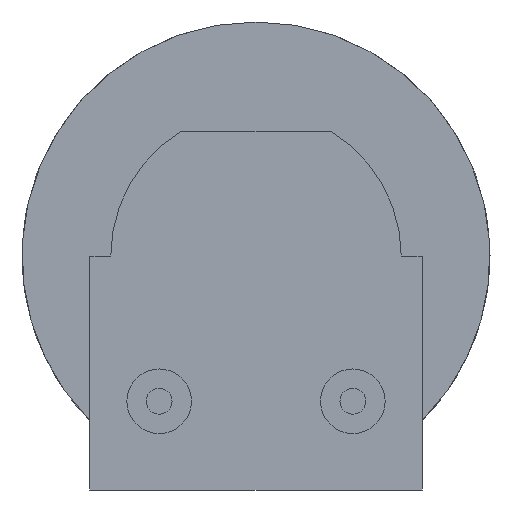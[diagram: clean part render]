
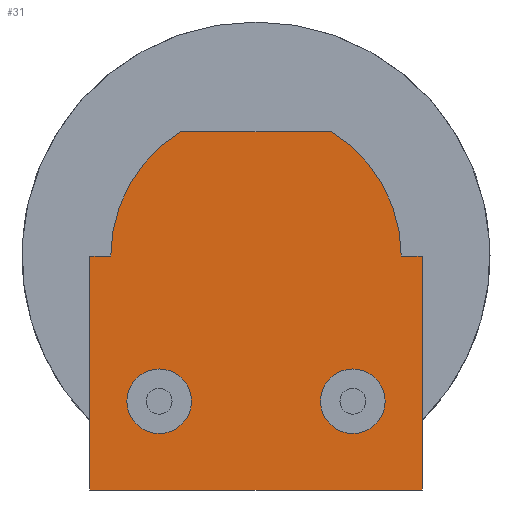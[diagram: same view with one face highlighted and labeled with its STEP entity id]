
A CAD part, front view. The second image highlights one B-rep face of the part: STEP entity #31.
In plain terms, the highlighted planar face has unit normal (0, -1, 0).
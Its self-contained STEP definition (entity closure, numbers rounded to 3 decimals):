
#21 = CARTESIAN_POINT ( 'NONE',  ( -3., -2., -4.5 ) ) ;
#26 = DIRECTION ( 'NONE',  ( 0., 0., -1. ) ) ;
#31 = ADVANCED_FACE ( 'NONE', ( #144, #376, #212 ), #986, .T. ) ;
#36 = VERTEX_POINT ( 'NONE', #302 ) ;
#86 = AXIS2_PLACEMENT_3D ( 'NONE', #902, #609, #143 ) ;
#97 = DIRECTION ( 'NONE',  ( 1., 0., 0. ) ) ;
#100 = DIRECTION ( 'NONE',  ( 0., 0., -1. ) ) ;
#106 = DIRECTION ( 'NONE',  ( 1., 0., 0. ) ) ;
#107 = DIRECTION ( 'NONE',  ( 0., 0., -1. ) ) ;
#108 = CARTESIAN_POINT ( 'NONE',  ( 0., -2., 0. ) ) ;
#111 = EDGE_CURVE ( 'NONE', #341, #750, #877, .T. ) ;
#112 = CARTESIAN_POINT ( 'NONE',  ( -5.15, -2., 0. ) ) ;
#120 = ORIENTED_EDGE ( 'NONE', *, *, #740, .F. ) ;
#139 = DIRECTION ( 'NONE',  ( 0., -1., 0. ) ) ;
#140 = CIRCLE ( 'NONE', #358, 4.5 ) ;
#143 = DIRECTION ( 'NONE',  ( 0., 0., -1. ) ) ;
#144 = FACE_OUTER_BOUND ( 'NONE', #427, .T. ) ;
#158 = CARTESIAN_POINT ( 'NONE',  ( 0., -2., 0. ) ) ;
#162 = VECTOR ( 'NONE', #817, 1000. ) ;
#169 = AXIS2_PLACEMENT_3D ( 'NONE', #878, #185, #100 ) ;
#185 = DIRECTION ( 'NONE',  ( 0., -1., 0. ) ) ;
#189 = EDGE_CURVE ( 'NONE', #36, #419, #966, .T. ) ;
#197 = CARTESIAN_POINT ( 'NONE',  ( 3., -2., -5.5 ) ) ;
#201 = VERTEX_POINT ( 'NONE', #197 ) ;
#212 = FACE_BOUND ( 'NONE', #644, .T. ) ;
#222 = ORIENTED_EDGE ( 'NONE', *, *, #424, .F. ) ;
#249 = CARTESIAN_POINT ( 'NONE',  ( 0., -2., 3.85 ) ) ;
#258 = EDGE_CURVE ( 'NONE', #201, #744, #607, .T. ) ;
#273 = ORIENTED_EDGE ( 'NONE', *, *, #928, .F. ) ;
#279 = VERTEX_POINT ( 'NONE', #112 ) ;
#286 = DIRECTION ( 'NONE',  ( 0., -1., 0. ) ) ;
#298 = DIRECTION ( 'NONE',  ( 0., 0., -1. ) ) ;
#302 = CARTESIAN_POINT ( 'NONE',  ( -5.15, -2., -7.25 ) ) ;
#309 = AXIS2_PLACEMENT_3D ( 'NONE', #519, #139, #604 ) ;
#332 = CARTESIAN_POINT ( 'NONE',  ( 3., -2., -3.5 ) ) ;
#334 = CARTESIAN_POINT ( 'NONE',  ( -5.15, -2., 0. ) ) ;
#336 = AXIS2_PLACEMENT_3D ( 'NONE', #382, #286, #298 ) ;
#338 = EDGE_CURVE ( 'NONE', #279, #36, #796, .T. ) ;
#341 = VERTEX_POINT ( 'NONE', #717 ) ;
#354 = DIRECTION ( 'NONE',  ( 1., 0., 0. ) ) ;
#358 = AXIS2_PLACEMENT_3D ( 'NONE', #721, #876, #26 ) ;
#363 = CARTESIAN_POINT ( 'NONE',  ( 0., -2., -7.25 ) ) ;
#374 = CIRCLE ( 'NONE', #86, 1. ) ;
#376 = FACE_BOUND ( 'NONE', #493, .T. ) ;
#377 = CARTESIAN_POINT ( 'NONE',  ( -2.33, -2., 3.85 ) ) ;
#382 = CARTESIAN_POINT ( 'NONE',  ( 3., -2., -4.5 ) ) ;
#406 = DIRECTION ( 'NONE',  ( 0., -1., 0. ) ) ;
#409 = ORIENTED_EDGE ( 'NONE', *, *, #189, .T. ) ;
#419 = VERTEX_POINT ( 'NONE', #747 ) ;
#424 = EDGE_CURVE ( 'NONE', #744, #201, #724, .T. ) ;
#427 = EDGE_LOOP ( 'NONE', ( #501, #504, #896, #409, #580, #897, #474, #273 ) ) ;
#474 = ORIENTED_EDGE ( 'NONE', *, *, #697, .T. ) ;
#481 = VERTEX_POINT ( 'NONE', #595 ) ;
#489 = CARTESIAN_POINT ( 'NONE',  ( 0., -2., 0. ) ) ;
#493 = EDGE_LOOP ( 'NONE', ( #222, #964 ) ) ;
#499 = LINE ( 'NONE', #249, #686 ) ;
#501 = ORIENTED_EDGE ( 'NONE', *, *, #967, .T. ) ;
#504 = ORIENTED_EDGE ( 'NONE', *, *, #531, .F. ) ;
#505 = VERTEX_POINT ( 'NONE', #377 ) ;
#519 = CARTESIAN_POINT ( 'NONE',  ( 0., -2., 0. ) ) ;
#526 = VECTOR ( 'NONE', #107, 1000. ) ;
#531 = EDGE_CURVE ( 'NONE', #279, #481, #690, .T. ) ;
#560 = DIRECTION ( 'NONE',  ( 0., 0., -1. ) ) ;
#569 = AXIS2_PLACEMENT_3D ( 'NONE', #21, #406, #715 ) ;
#578 = VECTOR ( 'NONE', #106, 1000. ) ;
#580 = ORIENTED_EDGE ( 'NONE', *, *, #954, .F. ) ;
#595 = CARTESIAN_POINT ( 'NONE',  ( -4.5, -2., 0. ) ) ;
#604 = DIRECTION ( 'NONE',  ( 0., 0., -1. ) ) ;
#607 = CIRCLE ( 'NONE', #169, 1. ) ;
#609 = DIRECTION ( 'NONE',  ( 0., -1., 0. ) ) ;
#634 = CARTESIAN_POINT ( 'NONE',  ( 5.15, -2., 0. ) ) ;
#644 = EDGE_LOOP ( 'NONE', ( #120, #812 ) ) ;
#673 = CARTESIAN_POINT ( 'NONE',  ( -3., -2., -5.5 ) ) ;
#674 = VERTEX_POINT ( 'NONE', #711 ) ;
#677 = CIRCLE ( 'NONE', #569, 1. ) ;
#686 = VECTOR ( 'NONE', #97, 1000. ) ;
#690 = LINE ( 'NONE', #158, #742 ) ;
#697 = EDGE_CURVE ( 'NONE', #341, #903, #140, .T. ) ;
#698 = AXIS2_PLACEMENT_3D ( 'NONE', #108, #945, #560 ) ;
#711 = CARTESIAN_POINT ( 'NONE',  ( -3., -2., -3.5 ) ) ;
#713 = CIRCLE ( 'NONE', #698, 4.5 ) ;
#715 = DIRECTION ( 'NONE',  ( 0., 0., -1. ) ) ;
#717 = CARTESIAN_POINT ( 'NONE',  ( 4.5, -2., 0. ) ) ;
#721 = CARTESIAN_POINT ( 'NONE',  ( 0., -2., 0. ) ) ;
#724 = CIRCLE ( 'NONE', #336, 1. ) ;
#726 = CARTESIAN_POINT ( 'NONE',  ( 5.15, -2., 0. ) ) ;
#740 = EDGE_CURVE ( 'NONE', #674, #770, #677, .T. ) ;
#742 = VECTOR ( 'NONE', #932, 1000. ) ;
#744 = VERTEX_POINT ( 'NONE', #332 ) ;
#747 = CARTESIAN_POINT ( 'NONE',  ( 5.15, -2., -7.25 ) ) ;
#748 = VECTOR ( 'NONE', #354, 1000. ) ;
#750 = VERTEX_POINT ( 'NONE', #634 ) ;
#770 = VERTEX_POINT ( 'NONE', #673 ) ;
#790 = CARTESIAN_POINT ( 'NONE',  ( 2.33, -2., 3.85 ) ) ;
#796 = LINE ( 'NONE', #334, #526 ) ;
#797 = LINE ( 'NONE', #726, #162 ) ;
#812 = ORIENTED_EDGE ( 'NONE', *, *, #846, .F. ) ;
#817 = DIRECTION ( 'NONE',  ( 0., 0., -1. ) ) ;
#846 = EDGE_CURVE ( 'NONE', #770, #674, #374, .T. ) ;
#876 = DIRECTION ( 'NONE',  ( 0., -1., 0. ) ) ;
#877 = LINE ( 'NONE', #489, #578 ) ;
#878 = CARTESIAN_POINT ( 'NONE',  ( 3., -2., -4.5 ) ) ;
#896 = ORIENTED_EDGE ( 'NONE', *, *, #338, .T. ) ;
#897 = ORIENTED_EDGE ( 'NONE', *, *, #111, .F. ) ;
#902 = CARTESIAN_POINT ( 'NONE',  ( -3., -2., -4.5 ) ) ;
#903 = VERTEX_POINT ( 'NONE', #790 ) ;
#928 = EDGE_CURVE ( 'NONE', #505, #903, #499, .T. ) ;
#932 = DIRECTION ( 'NONE',  ( 1., 0., 0. ) ) ;
#945 = DIRECTION ( 'NONE',  ( 0., -1., 0. ) ) ;
#954 = EDGE_CURVE ( 'NONE', #750, #419, #797, .T. ) ;
#964 = ORIENTED_EDGE ( 'NONE', *, *, #258, .F. ) ;
#966 = LINE ( 'NONE', #363, #748 ) ;
#967 = EDGE_CURVE ( 'NONE', #505, #481, #713, .T. ) ;
#986 = PLANE ( 'NONE',  #309 ) ;
